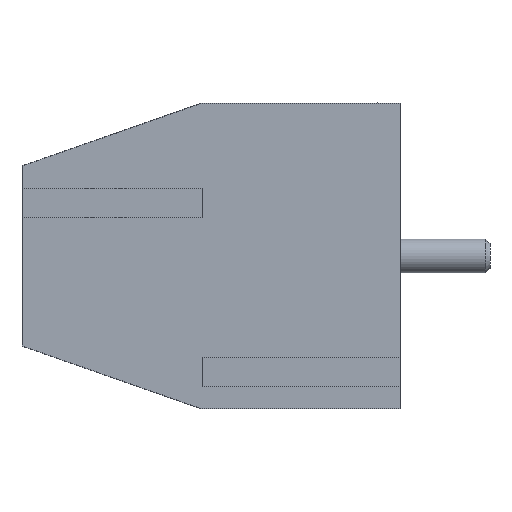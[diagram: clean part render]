
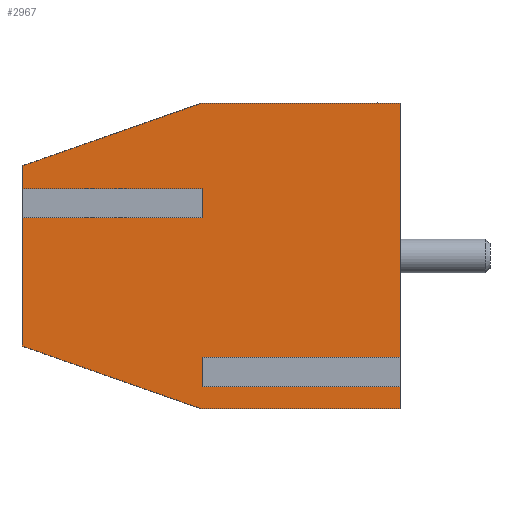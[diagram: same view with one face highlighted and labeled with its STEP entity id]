
A CAD part, left-side view. The second image highlights one B-rep face of the part: STEP entity #2967.
In plain terms, the highlighted planar face has unit normal (-1, 0, 0).
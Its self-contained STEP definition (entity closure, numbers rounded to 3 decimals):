
#114=PLANE('',#3181);
#245=FACE_OUTER_BOUND('',#418,.T.);
#418=EDGE_LOOP('',(#2350,#2351,#2352,#2353,#2354,#2355,#2356,#2357,#2358,
#2359,#2360,#2361,#2362,#2363));
#552=LINE('',#4271,#891);
#556=LINE('',#4279,#895);
#667=LINE('',#4528,#1006);
#671=LINE('',#4536,#1010);
#673=LINE('',#4541,#1012);
#677=LINE('',#4548,#1016);
#679=LINE('',#4551,#1018);
#681=LINE('',#4556,#1020);
#686=LINE('',#4566,#1025);
#688=LINE('',#4569,#1027);
#689=LINE('',#4572,#1028);
#691=LINE('',#4575,#1030);
#693=LINE('',#4579,#1032);
#694=LINE('',#4581,#1033);
#891=VECTOR('',#3396,10.);
#895=VECTOR('',#3400,10.);
#1006=VECTOR('',#3633,10.);
#1010=VECTOR('',#3637,10.);
#1012=VECTOR('',#3641,10.);
#1016=VECTOR('',#3647,10.);
#1018=VECTOR('',#3651,10.);
#1020=VECTOR('',#3657,10.);
#1025=VECTOR('',#3666,10.);
#1027=VECTOR('',#3670,10.);
#1028=VECTOR('',#3673,10.);
#1030=VECTOR('',#3677,10.);
#1032=VECTOR('',#3681,10.);
#1033=VECTOR('',#3684,10.);
#1314=VERTEX_POINT('',#4268);
#1315=VERTEX_POINT('',#4270);
#1318=VERTEX_POINT('',#4276);
#1319=VERTEX_POINT('',#4278);
#1395=VERTEX_POINT('',#4525);
#1396=VERTEX_POINT('',#4527);
#1399=VERTEX_POINT('',#4533);
#1400=VERTEX_POINT('',#4535);
#1401=VERTEX_POINT('',#4539);
#1402=VERTEX_POINT('',#4540);
#1405=VERTEX_POINT('',#4555);
#1408=VERTEX_POINT('',#4565);
#1409=VERTEX_POINT('',#4571);
#1410=VERTEX_POINT('',#4577);
#1596=EDGE_CURVE('',#1315,#1314,#552,.T.);
#1600=EDGE_CURVE('',#1319,#1318,#556,.T.);
#1726=EDGE_CURVE('',#1395,#1396,#667,.T.);
#1730=EDGE_CURVE('',#1399,#1400,#671,.T.);
#1732=EDGE_CURVE('',#1401,#1402,#673,.T.);
#1736=EDGE_CURVE('',#1402,#1396,#677,.T.);
#1738=EDGE_CURVE('',#1399,#1401,#679,.T.);
#1740=EDGE_CURVE('',#1405,#1315,#681,.T.);
#1745=EDGE_CURVE('',#1408,#1405,#686,.T.);
#1747=EDGE_CURVE('',#1318,#1408,#688,.T.);
#1748=EDGE_CURVE('',#1395,#1409,#689,.T.);
#1750=EDGE_CURVE('',#1319,#1409,#691,.T.);
#1752=EDGE_CURVE('',#1314,#1410,#693,.T.);
#1753=EDGE_CURVE('',#1400,#1410,#694,.T.);
#2350=ORIENTED_EDGE('',*,*,#1736,.T.);
#2351=ORIENTED_EDGE('',*,*,#1726,.F.);
#2352=ORIENTED_EDGE('',*,*,#1748,.T.);
#2353=ORIENTED_EDGE('',*,*,#1750,.F.);
#2354=ORIENTED_EDGE('',*,*,#1600,.T.);
#2355=ORIENTED_EDGE('',*,*,#1747,.T.);
#2356=ORIENTED_EDGE('',*,*,#1745,.T.);
#2357=ORIENTED_EDGE('',*,*,#1740,.T.);
#2358=ORIENTED_EDGE('',*,*,#1596,.T.);
#2359=ORIENTED_EDGE('',*,*,#1752,.T.);
#2360=ORIENTED_EDGE('',*,*,#1753,.F.);
#2361=ORIENTED_EDGE('',*,*,#1730,.F.);
#2362=ORIENTED_EDGE('',*,*,#1738,.T.);
#2363=ORIENTED_EDGE('',*,*,#1732,.T.);
#2967=ADVANCED_FACE('',(#245),#114,.F.);
#3181=AXIS2_PLACEMENT_3D('',#4582,#3685,#3686);
#3396=DIRECTION('',(0.,0.,1.));
#3400=DIRECTION('',(0.,0.,1.));
#3633=DIRECTION('',(0.,0.,1.));
#3637=DIRECTION('',(0.,0.,1.));
#3641=DIRECTION('',(0.,0.,-1.));
#3647=DIRECTION('',(0.,1.,0.));
#3651=DIRECTION('',(0.,-1.,0.));
#3657=DIRECTION('',(0.,-1.,0.));
#3666=DIRECTION('',(0.,0.,1.));
#3670=DIRECTION('',(0.,1.,0.));
#3673=DIRECTION('',(0.,-0.944,-0.33));
#3677=DIRECTION('',(0.,1.,0.));
#3681=DIRECTION('',(0.,1.,0.));
#3684=DIRECTION('',(0.,-0.944,0.33));
#3685=DIRECTION('center_axis',(1.,0.,0.));
#3686=DIRECTION('ref_axis',(0.,0.,-1.));
#4268=CARTESIAN_POINT('',(-5.25,0.,3.4));
#4270=CARTESIAN_POINT('',(-5.25,0.,-2.25));
#4271=CARTESIAN_POINT('',(-5.25,0.,0.));
#4276=CARTESIAN_POINT('',(-5.25,0.,-2.9));
#4278=CARTESIAN_POINT('',(-5.25,0.,-3.4));
#4279=CARTESIAN_POINT('',(-5.25,0.,0.));
#4525=CARTESIAN_POINT('',(-5.25,8.4,-2.));
#4527=CARTESIAN_POINT('',(-5.25,8.4,0.85));
#4528=CARTESIAN_POINT('',(-5.25,8.4,0.));
#4533=CARTESIAN_POINT('',(-5.25,8.4,1.5));
#4535=CARTESIAN_POINT('',(-5.25,8.4,2.));
#4536=CARTESIAN_POINT('',(-5.25,8.4,0.));
#4539=CARTESIAN_POINT('',(-5.25,4.4,1.5));
#4540=CARTESIAN_POINT('',(-5.25,4.4,0.85));
#4541=CARTESIAN_POINT('',(-5.25,4.4,0.425));
#4548=CARTESIAN_POINT('',(-5.25,6.3,0.85));
#4551=CARTESIAN_POINT('',(-5.25,4.3,1.5));
#4555=CARTESIAN_POINT('',(-5.25,4.4,-2.25));
#4556=CARTESIAN_POINT('',(-5.25,4.3,-2.25));
#4565=CARTESIAN_POINT('',(-5.25,4.4,-2.9));
#4566=CARTESIAN_POINT('',(-5.25,4.4,-1.45));
#4569=CARTESIAN_POINT('',(-5.25,2.1,-2.9));
#4571=CARTESIAN_POINT('',(-5.25,4.4,-3.4));
#4572=CARTESIAN_POINT('',(-5.25,8.4,-2.));
#4575=CARTESIAN_POINT('',(-5.25,0.,-3.4));
#4577=CARTESIAN_POINT('',(-5.25,4.4,3.4));
#4579=CARTESIAN_POINT('',(-5.25,0.,3.4));
#4581=CARTESIAN_POINT('',(-5.25,8.4,2.));
#4582=CARTESIAN_POINT('Origin',(-5.25,4.2,0.));
